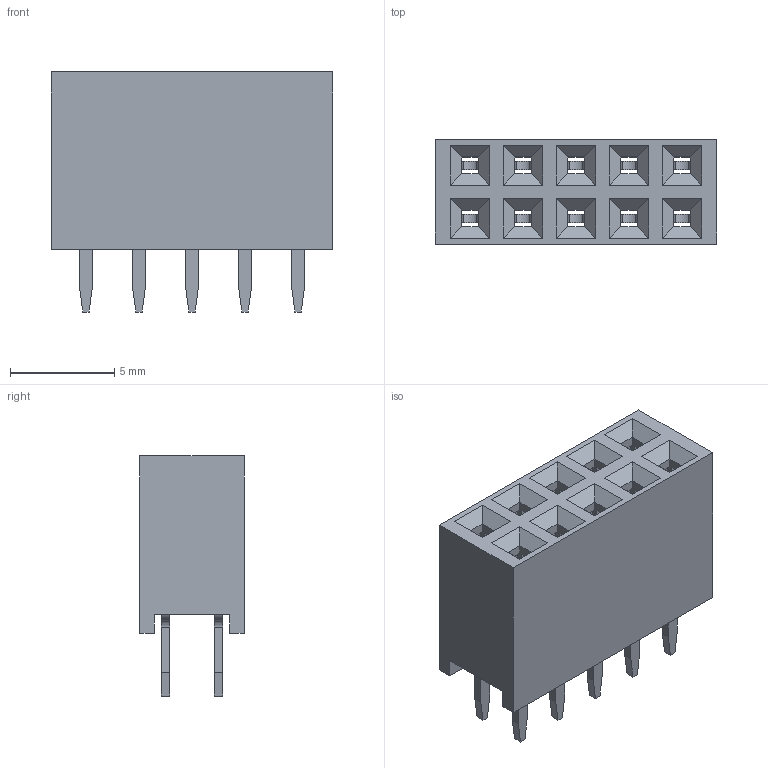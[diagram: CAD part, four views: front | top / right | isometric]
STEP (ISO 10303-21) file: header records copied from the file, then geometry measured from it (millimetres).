
FILE_DESCRIPTION(('STEP AP214'), '1');
FILE_NAME('DS1023-1x5SF11', '2017-07-15T12:29:08', ('Nobody'), (''), 'ASCON STEP Converter 1.3', 'ASCON Math Kernel', '');
FILE_SCHEMA(('AUTOMOTIVE_DESIGN { 1 0 10303 214 3 1 1}'));
Length unit declared in the file: millimetre
Assembly tree (11 placements, depth 2):
  (unnamed)
    (unnamed)
    (unnamed)  x10
Bounding box: 13.5 x 5 x 11.5 mm (x, y, z)
Volume: 449.6 mm3; surface area: 1205.2 mm2
Topology: 11 solids, 11 shells, 480 faces, 1364 edges, 896 vertices
Faces by surface type: plane 370, cylinder 110
Entity records: 9569 total; most frequent: CARTESIAN_POINT 1330, ORIENTED_EDGE 1324, DIRECTION 1164, EDGE_CURVE 662, LINE 640, VECTOR 640, VERTEX_POINT 428, AXIS2_PLACEMENT_3D 262
